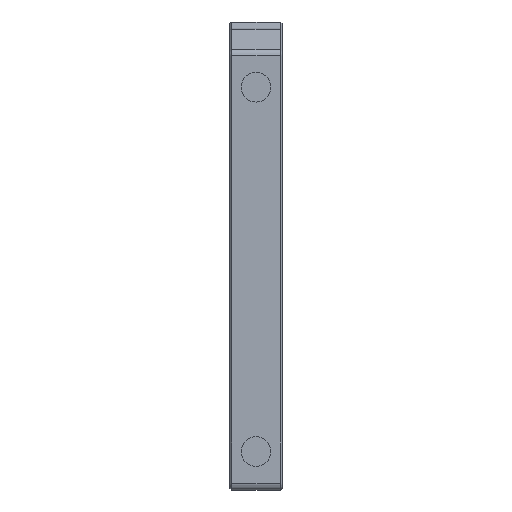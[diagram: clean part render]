
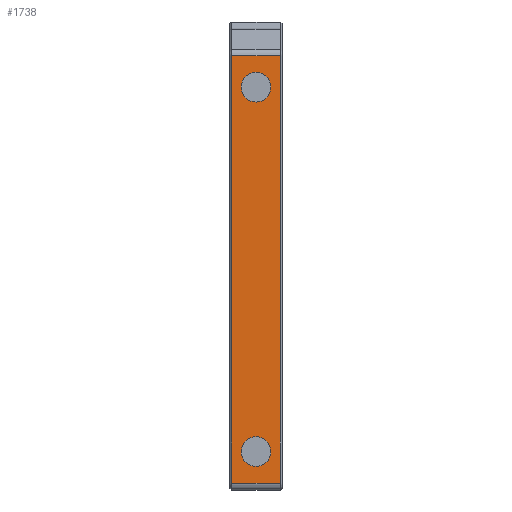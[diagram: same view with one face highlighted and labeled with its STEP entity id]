
A CAD part, front view. The second image highlights one B-rep face of the part: STEP entity #1738.
In plain terms, the highlighted planar face has unit normal (0, -1, 0).
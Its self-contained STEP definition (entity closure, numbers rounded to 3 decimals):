
#9 = CARTESIAN_POINT ( 'NONE',  ( 7.5, 0., 82.612 ) ) ;
#37 = EDGE_CURVE ( 'NONE', #2146, #1036, #1518, .T. ) ;
#57 = ORIENTED_EDGE ( 'NONE', *, *, #2124, .F. ) ;
#64 = DIRECTION ( 'NONE',  ( 0., 0., -1. ) ) ;
#91 = AXIS2_PLACEMENT_3D ( 'NONE', #1296, #914, #2079 ) ;
#100 = ORIENTED_EDGE ( 'NONE', *, *, #524, .T. ) ;
#106 = ORIENTED_EDGE ( 'NONE', *, *, #37, .F. ) ;
#130 = CIRCLE ( 'NONE', #768, 4.25 ) ;
#143 = CARTESIAN_POINT ( 'NONE',  ( 15., 0., 195.167 ) ) ;
#155 = LINE ( 'NONE', #667, #2082 ) ;
#234 = LINE ( 'NONE', #458, #1859 ) ;
#242 = ORIENTED_EDGE ( 'NONE', *, *, #1943, .T. ) ;
#274 = DIRECTION ( 'NONE',  ( 0., -1., 0. ) ) ;
#278 = DIRECTION ( 'NONE',  ( 0., -1., 0. ) ) ;
#365 = VERTEX_POINT ( 'NONE', #1012 ) ;
#437 = FACE_BOUND ( 'NONE', #1899, .T. ) ;
#449 = FACE_OUTER_BOUND ( 'NONE', #1292, .T. ) ;
#458 = CARTESIAN_POINT ( 'NONE',  ( 15., 0., -26.536 ) ) ;
#483 = CARTESIAN_POINT ( 'NONE',  ( 0.5, 0., -26.536 ) ) ;
#524 = EDGE_CURVE ( 'NONE', #954, #668, #1862, .T. ) ;
#541 = CARTESIAN_POINT ( 'NONE',  ( 0.5, 0., 195.167 ) ) ;
#634 = ORIENTED_EDGE ( 'NONE', *, *, #807, .T. ) ;
#640 = DIRECTION ( 'NONE',  ( 0., 0., 1. ) ) ;
#641 = ORIENTED_EDGE ( 'NONE', *, *, #1346, .T. ) ;
#655 = CARTESIAN_POINT ( 'NONE',  ( 7.5, 0., -17.536 ) ) ;
#667 = CARTESIAN_POINT ( 'NONE',  ( 15., 0., 95.862 ) ) ;
#668 = VERTEX_POINT ( 'NONE', #483 ) ;
#728 = CIRCLE ( 'NONE', #91, 4.25 ) ;
#768 = AXIS2_PLACEMENT_3D ( 'NONE', #964, #1460, #1284 ) ;
#787 = VERTEX_POINT ( 'NONE', #955 ) ;
#790 = DIRECTION ( 'NONE',  ( 1., 0., 0. ) ) ;
#803 = VECTOR ( 'NONE', #64, 1000. ) ;
#807 = EDGE_CURVE ( 'NONE', #787, #954, #155, .T. ) ;
#813 = AXIS2_PLACEMENT_3D ( 'NONE', #143, #1120, #1614 ) ;
#814 = LINE ( 'NONE', #2147, #1310 ) ;
#839 = PLANE ( 'NONE',  #813 ) ;
#905 = CARTESIAN_POINT ( 'NONE',  ( 7.5, 0., 91.112 ) ) ;
#912 = EDGE_LOOP ( 'NONE', ( #57, #1354 ) ) ;
#914 = DIRECTION ( 'NONE',  ( 0., -1., 0. ) ) ;
#954 = VERTEX_POINT ( 'NONE', #1328 ) ;
#955 = CARTESIAN_POINT ( 'NONE',  ( 14.5, 0., 95.862 ) ) ;
#957 = DIRECTION ( 'NONE',  ( 0., 0., -1. ) ) ;
#964 = CARTESIAN_POINT ( 'NONE',  ( 7.5, 0., 86.862 ) ) ;
#1012 = CARTESIAN_POINT ( 'NONE',  ( 14.5, 0., -26.536 ) ) ;
#1036 = VERTEX_POINT ( 'NONE', #2180 ) ;
#1047 = CIRCLE ( 'NONE', #1922, 4.25 ) ;
#1120 = DIRECTION ( 'NONE',  ( 0., 1., 0. ) ) ;
#1199 = DIRECTION ( 'NONE',  ( -1., 0., 0. ) ) ;
#1284 = DIRECTION ( 'NONE',  ( 0., 0., -1. ) ) ;
#1292 = EDGE_LOOP ( 'NONE', ( #242, #641, #634, #100 ) ) ;
#1296 = CARTESIAN_POINT ( 'NONE',  ( 7.5, 0., 86.862 ) ) ;
#1310 = VECTOR ( 'NONE', #640, 1000. ) ;
#1314 = AXIS2_PLACEMENT_3D ( 'NONE', #1791, #278, #957 ) ;
#1328 = CARTESIAN_POINT ( 'NONE',  ( 0.5, 0., 95.862 ) ) ;
#1329 = DIRECTION ( 'NONE',  ( 0., 0., -1. ) ) ;
#1346 = EDGE_CURVE ( 'NONE', #365, #787, #814, .T. ) ;
#1354 = ORIENTED_EDGE ( 'NONE', *, *, #2037, .F. ) ;
#1460 = DIRECTION ( 'NONE',  ( 0., -1., 0. ) ) ;
#1518 = CIRCLE ( 'NONE', #1314, 4.25 ) ;
#1614 = DIRECTION ( 'NONE',  ( 0., 0., 1. ) ) ;
#1632 = CARTESIAN_POINT ( 'NONE',  ( 7.5, 0., -13.286 ) ) ;
#1738 = ADVANCED_FACE ( 'NONE', ( #1855, #437, #449 ), #839, .F. ) ;
#1791 = CARTESIAN_POINT ( 'NONE',  ( 7.5, 0., -17.536 ) ) ;
#1812 = ORIENTED_EDGE ( 'NONE', *, *, #2184, .F. ) ;
#1855 = FACE_BOUND ( 'NONE', #912, .T. ) ;
#1859 = VECTOR ( 'NONE', #790, 1000. ) ;
#1862 = LINE ( 'NONE', #541, #803 ) ;
#1863 = VERTEX_POINT ( 'NONE', #9 ) ;
#1899 = EDGE_LOOP ( 'NONE', ( #1812, #106 ) ) ;
#1922 = AXIS2_PLACEMENT_3D ( 'NONE', #655, #274, #1329 ) ;
#1943 = EDGE_CURVE ( 'NONE', #668, #365, #234, .T. ) ;
#1947 = VERTEX_POINT ( 'NONE', #905 ) ;
#2037 = EDGE_CURVE ( 'NONE', #1947, #1863, #728, .T. ) ;
#2079 = DIRECTION ( 'NONE',  ( 0., 0., -1. ) ) ;
#2082 = VECTOR ( 'NONE', #1199, 1000. ) ;
#2124 = EDGE_CURVE ( 'NONE', #1863, #1947, #130, .T. ) ;
#2146 = VERTEX_POINT ( 'NONE', #1632 ) ;
#2147 = CARTESIAN_POINT ( 'NONE',  ( 14.5, 0., 95.862 ) ) ;
#2180 = CARTESIAN_POINT ( 'NONE',  ( 7.5, 0., -21.786 ) ) ;
#2184 = EDGE_CURVE ( 'NONE', #1036, #2146, #1047, .T. ) ;
